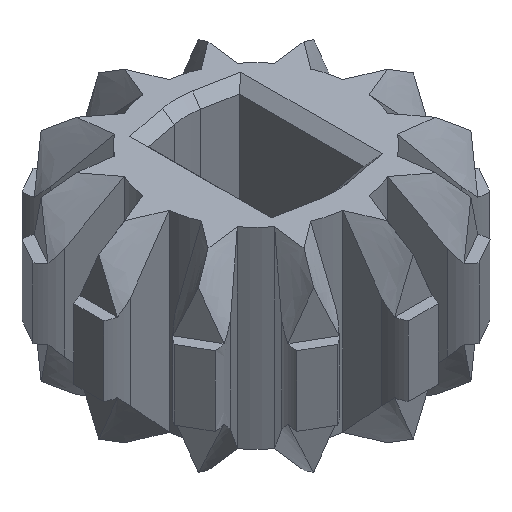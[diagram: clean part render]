
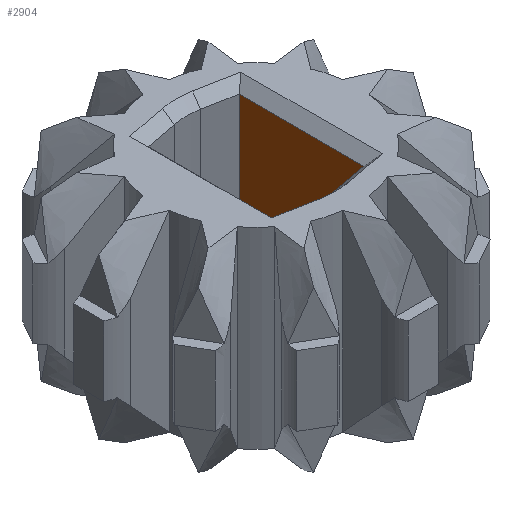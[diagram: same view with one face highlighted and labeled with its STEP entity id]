
A CAD part, isometric view. The second image highlights one B-rep face of the part: STEP entity #2904.
In plain terms, the highlighted planar face has unit normal (-1, 0, 0).
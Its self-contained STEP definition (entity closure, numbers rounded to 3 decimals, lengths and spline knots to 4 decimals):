
#418=FACE_OUTER_BOUND('',#612,.T.);
#612=EDGE_LOOP('',(#1905,#1906,#1907,#1908));
#797=LINE('',#3949,#961);
#821=LINE('',#4006,#985);
#823=LINE('',#4010,#987);
#824=LINE('',#4011,#988);
#961=VECTOR('',#3331,10.);
#985=VECTOR('',#3385,10.);
#987=VECTOR('',#3389,10.);
#988=VECTOR('',#3390,10.);
#1125=VERTEX_POINT('',#3947);
#1126=VERTEX_POINT('',#3948);
#1144=VERTEX_POINT('',#4005);
#1145=VERTEX_POINT('',#4009);
#1397=EDGE_CURVE('',#1125,#1126,#797,.T.);
#1426=EDGE_CURVE('',#1144,#1126,#821,.T.);
#1428=EDGE_CURVE('',#1145,#1125,#823,.T.);
#1429=EDGE_CURVE('',#1144,#1145,#824,.T.);
#1905=ORIENTED_EDGE('',*,*,#1397,.F.);
#1906=ORIENTED_EDGE('',*,*,#1428,.F.);
#1907=ORIENTED_EDGE('',*,*,#1429,.F.);
#1908=ORIENTED_EDGE('',*,*,#1426,.T.);
#2797=PLANE('',#3117);
#2904=ADVANCED_FACE('',(#418),#2797,.T.);
#3117=AXIS2_PLACEMENT_3D('',#4008,#3387,#3388);
#3331=DIRECTION('',(0.,1.,0.));
#3385=DIRECTION('',(0.,0.,-1.));
#3387=DIRECTION('center_axis',(-1.,0.,0.));
#3388=DIRECTION('ref_axis',(0.,1.,0.));
#3389=DIRECTION('',(0.,0.,-1.));
#3390=DIRECTION('',(0.,-1.,0.));
#3947=CARTESIAN_POINT('',(1.825,-2.5,0.51));
#3948=CARTESIAN_POINT('',(1.825,2.5,0.51));
#3949=CARTESIAN_POINT('',(1.825,-0.5375,0.51));
#4005=CARTESIAN_POINT('',(1.825,2.5,7.41));
#4006=CARTESIAN_POINT('',(1.825,2.5,7.81));
#4008=CARTESIAN_POINT('Origin',(1.825,-1.0752,7.81));
#4009=CARTESIAN_POINT('',(1.825,-2.5,7.41));
#4010=CARTESIAN_POINT('',(1.825,-2.5,7.81));
#4011=CARTESIAN_POINT('',(1.825,-0.5375,7.41));
